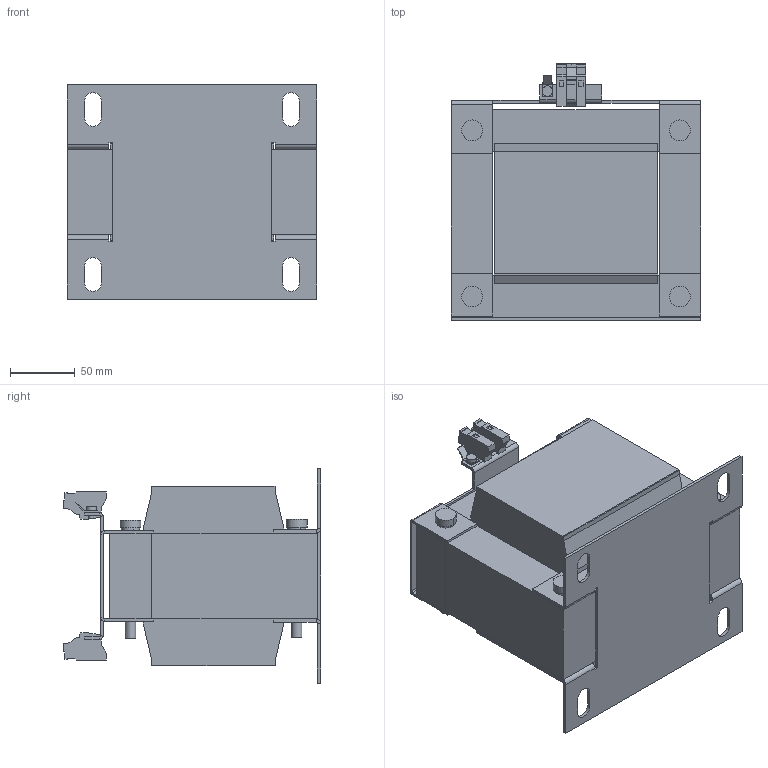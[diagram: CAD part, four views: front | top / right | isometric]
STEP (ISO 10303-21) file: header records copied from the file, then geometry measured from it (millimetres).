
FILE_DESCRIPTION (( 'STEP AP214' ), '1' );
FILE_NAME ('210808.STEP', '2020-08-24T06:02:11', ( '' ), ( '' ), 'SwSTEP 2.0', 'SolidWorks 2018', '' );
FILE_SCHEMA (( 'AUTOMOTIVE_DESIGN' ));
Length unit declared in the file: millimetre
Products named in the file (1): 210808
Bounding box: 192 x 198.2 x 165 mm (x, y, z)
Volume: 3069788.7 mm3; surface area: 287923.5 mm2
Topology: 1 solids, 1 shells, 367 faces, 949 edges, 592 vertices
Faces by surface type: plane 286, cylinder 81
Entity records: 11051 total; most frequent: CARTESIAN_POINT 1909, ORIENTED_EDGE 1898, DIRECTION 1855, EDGE_CURVE 949, VECTOR 779, LINE 779, VERTEX_POINT 592, AXIS2_PLACEMENT_3D 538
